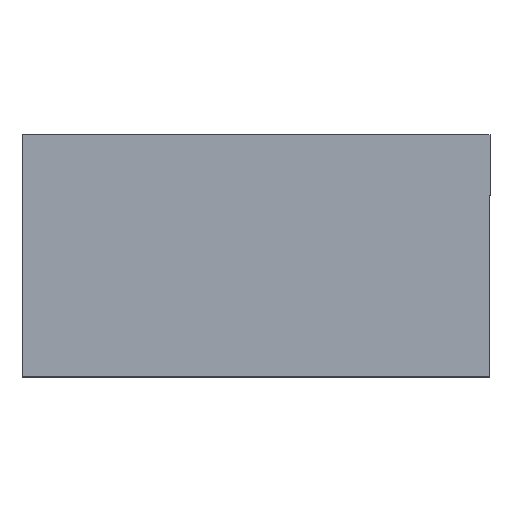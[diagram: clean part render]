
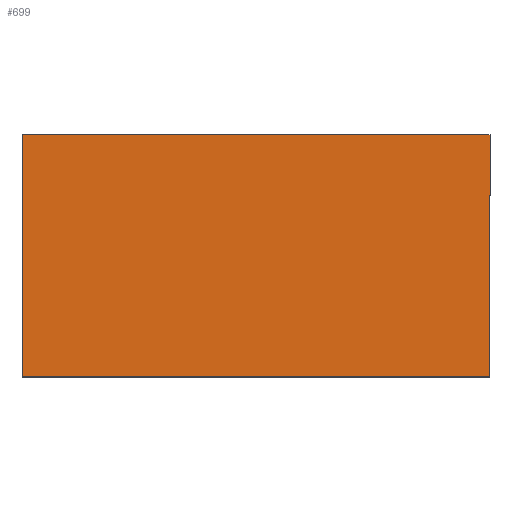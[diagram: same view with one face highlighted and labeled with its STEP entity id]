
A CAD part, top view. The second image highlights one B-rep face of the part: STEP entity #699.
In plain terms, the highlighted planar face has unit normal (0, 0, 1).
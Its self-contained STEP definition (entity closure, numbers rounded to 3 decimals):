
#72 = EDGE_LOOP ( 'NONE', ( #2642, #2643, #2644, #2640 ) ) ;
#535 = EDGE_CURVE ( 'NONE', #1817, #1816, #4225, .T. ) ;
#699 = ADVANCED_FACE ( 'NONE', ( #4377 ), #3986, .T. ) ;
#739 = EDGE_CURVE ( 'NONE', #1989, #1817, #4397, .T. ) ;
#742 = EDGE_CURVE ( 'NONE', #1816, #1990, #4400, .T. ) ;
#743 = EDGE_CURVE ( 'NONE', #1990, #1989, #4401, .T. ) ;
#1816 = VERTEX_POINT ( 'NONE', #5080 ) ;
#1817 = VERTEX_POINT ( 'NONE', #5081 ) ;
#1989 = VERTEX_POINT ( 'NONE', #5253 ) ;
#1990 = VERTEX_POINT ( 'NONE', #5254 ) ;
#2640 = ORIENTED_EDGE ( 'NONE', *, *, #743, .T. ) ;
#2642 = ORIENTED_EDGE ( 'NONE', *, *, #739, .T. ) ;
#2643 = ORIENTED_EDGE ( 'NONE', *, *, #535, .T. ) ;
#2644 = ORIENTED_EDGE ( 'NONE', *, *, #742, .T. ) ;
#2892 = CARTESIAN_POINT ( 'NONE',  ( 0., 0., 10. ) ) ;
#2893 = DIRECTION ( 'NONE',  ( 1., 0., 0. ) ) ;
#3986 = PLANE ( 'NONE',  #4171 ) ;
#3987 = CARTESIAN_POINT ( 'NONE',  ( 0., 0., 10. ) ) ;
#3988 = DIRECTION ( 'NONE',  ( 0., 0., 1. ) ) ;
#3989 = DIRECTION ( 'NONE',  ( 1., 0., 0. ) ) ;
#4038 = VECTOR ( 'NONE', #2893, 1000. ) ;
#4171 = AXIS2_PLACEMENT_3D ( 'NONE', #3987, #3988, #3989 ) ;
#4199 = VECTOR ( 'NONE', #4871, 1000. ) ;
#4202 = VECTOR ( 'NONE', #4877, 1000. ) ;
#4204 = VECTOR ( 'NONE', #4879, 1000. ) ;
#4225 = LINE ( 'NONE', #2892, #4038 ) ;
#4377 = FACE_OUTER_BOUND ( 'NONE', #72, .T. ) ;
#4397 = LINE ( 'NONE', #4870, #4199 ) ;
#4400 = LINE ( 'NONE', #4876, #4202 ) ;
#4401 = LINE ( 'NONE', #4878, #4204 ) ;
#4870 = CARTESIAN_POINT ( 'NONE',  ( 0., 6., 10. ) ) ;
#4871 = DIRECTION ( 'NONE',  ( 0., -1., 0. ) ) ;
#4876 = CARTESIAN_POINT ( 'NONE',  ( 11.6, 0., 10. ) ) ;
#4877 = DIRECTION ( 'NONE',  ( 0., 1., 0. ) ) ;
#4878 = CARTESIAN_POINT ( 'NONE',  ( 11.6, 6., 10. ) ) ;
#4879 = DIRECTION ( 'NONE',  ( -1., 0., 0. ) ) ;
#5080 = CARTESIAN_POINT ( 'NONE',  ( 11.6, 0., 10. ) ) ;
#5081 = CARTESIAN_POINT ( 'NONE',  ( 0., 0., 10. ) ) ;
#5253 = CARTESIAN_POINT ( 'NONE',  ( 0., 6., 10. ) ) ;
#5254 = CARTESIAN_POINT ( 'NONE',  ( 11.6, 6., 10. ) ) ;
